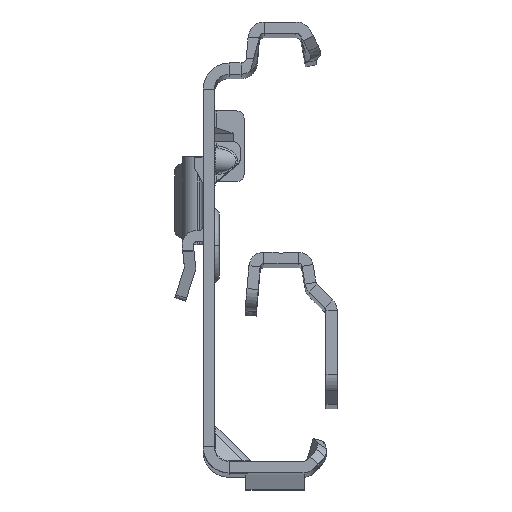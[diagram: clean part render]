
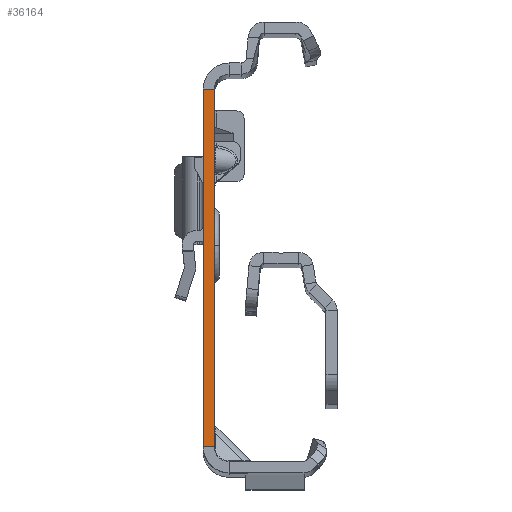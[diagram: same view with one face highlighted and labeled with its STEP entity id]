
A CAD part, top view. The second image highlights one B-rep face of the part: STEP entity #36164.
In plain terms, the highlighted planar face has unit normal (0, 0, 1).
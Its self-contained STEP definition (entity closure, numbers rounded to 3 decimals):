
#3600 = PLANE ( 'NONE',  #38532 ) ;
#7534 = ORIENTED_EDGE ( 'NONE', *, *, #45491, .F. ) ;
#8542 = VECTOR ( 'NONE', #51401, 1000. ) ;
#11207 = LINE ( 'NONE', #29099, #51654 ) ;
#11321 = EDGE_CURVE ( 'NONE', #28755, #11956, #11207, .T. ) ;
#11740 = DIRECTION ( 'NONE',  ( 0., -1., 0. ) ) ;
#11956 = VERTEX_POINT ( 'NONE', #41752 ) ;
#12290 = DIRECTION ( 'NONE',  ( 1., 0., 0. ) ) ;
#16196 = CARTESIAN_POINT ( 'NONE',  ( 0., -25.865, 0. ) ) ;
#16214 = VECTOR ( 'NONE', #40954, 1000. ) ;
#20649 = CARTESIAN_POINT ( 'NONE',  ( -1.5, -27.865, 0. ) ) ;
#21349 = CARTESIAN_POINT ( 'NONE',  ( -1.5, -27.865, 0. ) ) ;
#23858 = LINE ( 'NONE', #40399, #16214 ) ;
#24877 = FACE_OUTER_BOUND ( 'NONE', #38363, .T. ) ;
#25326 = LINE ( 'NONE', #21349, #8542 ) ;
#27924 = CARTESIAN_POINT ( 'NONE',  ( 0., 22.135, 0. ) ) ;
#28755 = VERTEX_POINT ( 'NONE', #27924 ) ;
#29099 = CARTESIAN_POINT ( 'NONE',  ( 0., -27.865, 0. ) ) ;
#31995 = VERTEX_POINT ( 'NONE', #36528 ) ;
#33579 = DIRECTION ( 'NONE',  ( 0., 0., 1. ) ) ;
#34823 = EDGE_CURVE ( 'NONE', #31995, #39664, #25326, .T. ) ;
#36164 = ADVANCED_FACE ( 'NONE', ( #24877 ), #3600, .T. ) ;
#36528 = CARTESIAN_POINT ( 'NONE',  ( -1.5, 22.135, 0. ) ) ;
#38363 = EDGE_LOOP ( 'NONE', ( #51687, #47565, #42217, #7534 ) ) ;
#38532 = AXIS2_PLACEMENT_3D ( 'NONE', #20649, #33579, #12290 ) ;
#38535 = EDGE_CURVE ( 'NONE', #28755, #31995, #23858, .T. ) ;
#39664 = VERTEX_POINT ( 'NONE', #48990 ) ;
#40399 = CARTESIAN_POINT ( 'NONE',  ( 0., 22.135, 0. ) ) ;
#40954 = DIRECTION ( 'NONE',  ( -1., 0., 0. ) ) ;
#41752 = CARTESIAN_POINT ( 'NONE',  ( 0., -25.865, 0. ) ) ;
#42217 = ORIENTED_EDGE ( 'NONE', *, *, #34823, .T. ) ;
#45491 = EDGE_CURVE ( 'NONE', #11956, #39664, #54586, .T. ) ;
#47565 = ORIENTED_EDGE ( 'NONE', *, *, #38535, .T. ) ;
#48384 = DIRECTION ( 'NONE',  ( -1., 0., 0. ) ) ;
#48990 = CARTESIAN_POINT ( 'NONE',  ( -1.5, -25.865, 0. ) ) ;
#50667 = VECTOR ( 'NONE', #48384, 1000. ) ;
#51401 = DIRECTION ( 'NONE',  ( 0., -1., 0. ) ) ;
#51654 = VECTOR ( 'NONE', #11740, 1000. ) ;
#51687 = ORIENTED_EDGE ( 'NONE', *, *, #11321, .F. ) ;
#54586 = LINE ( 'NONE', #16196, #50667 ) ;
